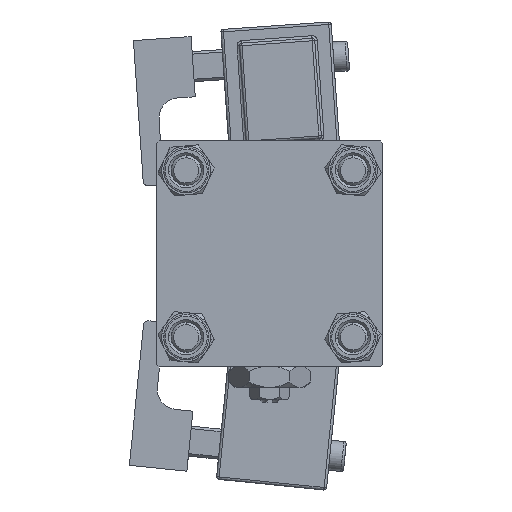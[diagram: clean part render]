
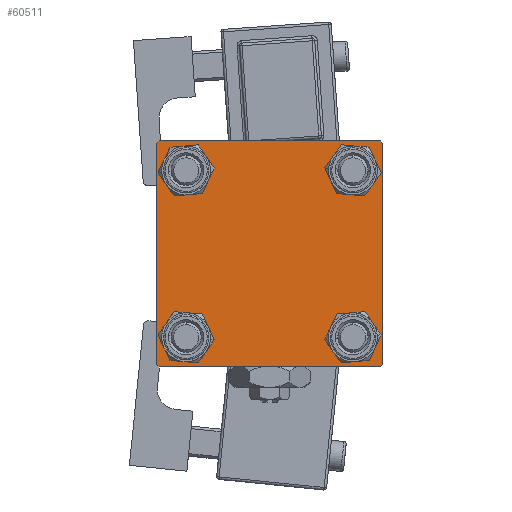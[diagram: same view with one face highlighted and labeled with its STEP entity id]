
A CAD part, left-side view. The second image highlights one B-rep face of the part: STEP entity #60511.
In plain terms, the highlighted planar face has unit normal (-1, 0, 0).
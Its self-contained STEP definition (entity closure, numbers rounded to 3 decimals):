
#1231 = CARTESIAN_POINT ( 'NONE',  ( 0., 16.6, -16.6 ) ) ;
#1444 = FACE_OUTER_BOUND ( 'NONE', #3460, .T. ) ;
#1652 = LINE ( 'NONE', #15930, #26375 ) ;
#1935 = CARTESIAN_POINT ( 'NONE',  ( 0., -16.6, 20.1 ) ) ;
#2036 = CARTESIAN_POINT ( 'NONE',  ( 0., -16.6, -13.1 ) ) ;
#2214 = CARTESIAN_POINT ( 'NONE',  ( 0., 22.5, -22.5 ) ) ;
#2329 = VERTEX_POINT ( 'NONE', #11518 ) ;
#2779 = VECTOR ( 'NONE', #45074, 1000. ) ;
#3128 = CARTESIAN_POINT ( 'NONE',  ( 0., 22.25, -22.25 ) ) ;
#3460 = EDGE_LOOP ( 'NONE', ( #42260, #15792, #9319, #51859, #13608, #6058, #33296, #23414 ) ) ;
#3683 = AXIS2_PLACEMENT_3D ( 'NONE', #33207, #28434, #52882 ) ;
#3761 = EDGE_CURVE ( 'NONE', #27485, #50935, #36404, .T. ) ;
#4036 = CARTESIAN_POINT ( 'NONE',  ( 0., 22.5, 22.5 ) ) ;
#4721 = CARTESIAN_POINT ( 'NONE',  ( 0., -22.25, 22.25 ) ) ;
#5074 = CIRCLE ( 'NONE', #25356, 3.5 ) ;
#6058 = ORIENTED_EDGE ( 'NONE', *, *, #55863, .T. ) ;
#6442 = ORIENTED_EDGE ( 'NONE', *, *, #41804, .T. ) ;
#7239 = CARTESIAN_POINT ( 'NONE',  ( 0., -16.6, -16.6 ) ) ;
#7674 = CIRCLE ( 'NONE', #40106, 3.5 ) ;
#7717 = EDGE_CURVE ( 'NONE', #9132, #59685, #44667, .T. ) ;
#7726 = CIRCLE ( 'NONE', #3683, 3.5 ) ;
#8871 = DIRECTION ( 'NONE',  ( 0., 0.707, 0.707 ) ) ;
#9132 = VERTEX_POINT ( 'NONE', #2036 ) ;
#9319 = ORIENTED_EDGE ( 'NONE', *, *, #46615, .T. ) ;
#9465 = DIRECTION ( 'NONE',  ( 0., 0., 1. ) ) ;
#10109 = CARTESIAN_POINT ( 'NONE',  ( 0., 16.6, -20.1 ) ) ;
#10285 = CIRCLE ( 'NONE', #54942, 3.5 ) ;
#10539 = DIRECTION ( 'NONE',  ( 0., -1., 0. ) ) ;
#10789 = EDGE_CURVE ( 'NONE', #17363, #34978, #5074, .T. ) ;
#10947 = ORIENTED_EDGE ( 'NONE', *, *, #38660, .T. ) ;
#10984 = DIRECTION ( 'NONE',  ( 0., 0.707, -0.707 ) ) ;
#11444 = EDGE_CURVE ( 'NONE', #27560, #14472, #18429, .T. ) ;
#11518 = CARTESIAN_POINT ( 'NONE',  ( 0., 16.6, 20.1 ) ) ;
#11598 = FACE_BOUND ( 'NONE', #11606, .T. ) ;
#11606 = EDGE_LOOP ( 'NONE', ( #49598, #41706 ) ) ;
#11623 = LINE ( 'NONE', #16687, #36195 ) ;
#11741 = LINE ( 'NONE', #2214, #2779 ) ;
#11870 = CARTESIAN_POINT ( 'NONE',  ( 0., -22.25, -22.25 ) ) ;
#12639 = VECTOR ( 'NONE', #37695, 1000. ) ;
#13608 = ORIENTED_EDGE ( 'NONE', *, *, #11444, .F. ) ;
#13650 = VERTEX_POINT ( 'NONE', #56880 ) ;
#14472 = VERTEX_POINT ( 'NONE', #33903 ) ;
#15792 = ORIENTED_EDGE ( 'NONE', *, *, #22460, .T. ) ;
#15930 = CARTESIAN_POINT ( 'NONE',  ( 0., 22.5, 22.5 ) ) ;
#16687 = CARTESIAN_POINT ( 'NONE',  ( 0., 22.25, 22.25 ) ) ;
#16800 = VERTEX_POINT ( 'NONE', #50734 ) ;
#17244 = DIRECTION ( 'NONE',  ( 1., 0., 0. ) ) ;
#17251 = VECTOR ( 'NONE', #17825, 1000. ) ;
#17363 = VERTEX_POINT ( 'NONE', #1935 ) ;
#17825 = DIRECTION ( 'NONE',  ( 0., 0., -1. ) ) ;
#18083 = CARTESIAN_POINT ( 'NONE',  ( 0., -16.6, 13.1 ) ) ;
#18221 = VERTEX_POINT ( 'NONE', #24080 ) ;
#18429 = LINE ( 'NONE', #37790, #17251 ) ;
#20579 = DIRECTION ( 'NONE',  ( 1., 0., 0. ) ) ;
#21001 = DIRECTION ( 'NONE',  ( 0., 0., 1. ) ) ;
#21095 = FACE_BOUND ( 'NONE', #27000, .T. ) ;
#22460 = EDGE_CURVE ( 'NONE', #16800, #23400, #61823, .T. ) ;
#23016 = AXIS2_PLACEMENT_3D ( 'NONE', #7239, #51035, #46898 ) ;
#23400 = VERTEX_POINT ( 'NONE', #46611 ) ;
#23414 = ORIENTED_EDGE ( 'NONE', *, *, #40945, .T. ) ;
#23756 = DIRECTION ( 'NONE',  ( 1., 0., 0. ) ) ;
#24080 = CARTESIAN_POINT ( 'NONE',  ( 0., -22., 22.5 ) ) ;
#25216 = AXIS2_PLACEMENT_3D ( 'NONE', #1231, #20579, #49465 ) ;
#25356 = AXIS2_PLACEMENT_3D ( 'NONE', #25939, #44996, #34825 ) ;
#25559 = FACE_BOUND ( 'NONE', #34065, .T. ) ;
#25939 = CARTESIAN_POINT ( 'NONE',  ( 0., -16.6, 16.6 ) ) ;
#26322 = CARTESIAN_POINT ( 'NONE',  ( 0., 22.5, 22. ) ) ;
#26375 = VECTOR ( 'NONE', #10539, 1000. ) ;
#27000 = EDGE_LOOP ( 'NONE', ( #34051, #6442 ) ) ;
#27485 = VERTEX_POINT ( 'NONE', #10109 ) ;
#27537 = CARTESIAN_POINT ( 'NONE',  ( 0., 16.6, 13.1 ) ) ;
#27560 = VERTEX_POINT ( 'NONE', #35815 ) ;
#28434 = DIRECTION ( 'NONE',  ( 1., 0., 0. ) ) ;
#29079 = DIRECTION ( 'NONE',  ( 0., 0., -1. ) ) ;
#30953 = DIRECTION ( 'NONE',  ( -1., 0., 0. ) ) ;
#31092 = CARTESIAN_POINT ( 'NONE',  ( 0., -16.6, -20.1 ) ) ;
#32151 = CARTESIAN_POINT ( 'NONE',  ( 0., -16.6, 16.6 ) ) ;
#32183 = CARTESIAN_POINT ( 'NONE',  ( 0., 16.6, 16.6 ) ) ;
#33207 = CARTESIAN_POINT ( 'NONE',  ( 0., 16.6, 16.6 ) ) ;
#33241 = VECTOR ( 'NONE', #36909, 1000. ) ;
#33296 = ORIENTED_EDGE ( 'NONE', *, *, #53346, .F. ) ;
#33903 = CARTESIAN_POINT ( 'NONE',  ( 0., -22.5, -22. ) ) ;
#34051 = ORIENTED_EDGE ( 'NONE', *, *, #7717, .T. ) ;
#34065 = EDGE_LOOP ( 'NONE', ( #62098, #52864 ) ) ;
#34825 = DIRECTION ( 'NONE',  ( 0., 0., 1. ) ) ;
#34978 = VERTEX_POINT ( 'NONE', #18083 ) ;
#35164 = CIRCLE ( 'NONE', #23016, 3.5 ) ;
#35438 = VERTEX_POINT ( 'NONE', #27537 ) ;
#35815 = CARTESIAN_POINT ( 'NONE',  ( 0., -22.5, 22. ) ) ;
#36195 = VECTOR ( 'NONE', #10984, 1000. ) ;
#36404 = CIRCLE ( 'NONE', #25216, 3.5 ) ;
#36623 = DIRECTION ( 'NONE',  ( 1., 0., 0. ) ) ;
#36858 = EDGE_CURVE ( 'NONE', #58771, #16800, #52287, .T. ) ;
#36909 = DIRECTION ( 'NONE',  ( 0., -0.707, 0.707 ) ) ;
#37695 = DIRECTION ( 'NONE',  ( 0., -0.707, -0.707 ) ) ;
#37790 = CARTESIAN_POINT ( 'NONE',  ( 0., -22.5, 22.5 ) ) ;
#38014 = EDGE_CURVE ( 'NONE', #34978, #17363, #7674, .T. ) ;
#38060 = CARTESIAN_POINT ( 'NONE',  ( 0., -22., -22.5 ) ) ;
#38660 = EDGE_CURVE ( 'NONE', #35438, #2329, #7726, .T. ) ;
#40106 = AXIS2_PLACEMENT_3D ( 'NONE', #32151, #17244, #46145 ) ;
#40945 = EDGE_CURVE ( 'NONE', #13650, #58771, #11623, .T. ) ;
#41706 = ORIENTED_EDGE ( 'NONE', *, *, #3761, .T. ) ;
#41804 = EDGE_CURVE ( 'NONE', #59685, #9132, #35164, .T. ) ;
#42260 = ORIENTED_EDGE ( 'NONE', *, *, #36858, .T. ) ;
#42672 = VECTOR ( 'NONE', #8871, 1000. ) ;
#43440 = EDGE_CURVE ( 'NONE', #55888, #14472, #46453, .T. ) ;
#44533 = EDGE_CURVE ( 'NONE', #50935, #27485, #58617, .T. ) ;
#44604 = CARTESIAN_POINT ( 'NONE',  ( 0., 0., 0. ) ) ;
#44667 = CIRCLE ( 'NONE', #48686, 3.5 ) ;
#44996 = DIRECTION ( 'NONE',  ( 1., 0., 0. ) ) ;
#45074 = DIRECTION ( 'NONE',  ( 0., -1., 0. ) ) ;
#45141 = CARTESIAN_POINT ( 'NONE',  ( 0., 16.6, -16.6 ) ) ;
#45450 = DIRECTION ( 'NONE',  ( 1., 0., 0. ) ) ;
#45548 = DIRECTION ( 'NONE',  ( 0., 0., 1. ) ) ;
#45672 = EDGE_LOOP ( 'NONE', ( #53592, #10947 ) ) ;
#46145 = DIRECTION ( 'NONE',  ( 0., 0., 1. ) ) ;
#46453 = LINE ( 'NONE', #11870, #33241 ) ;
#46611 = CARTESIAN_POINT ( 'NONE',  ( 0., 22., -22.5 ) ) ;
#46615 = EDGE_CURVE ( 'NONE', #23400, #55888, #11741, .T. ) ;
#46898 = DIRECTION ( 'NONE',  ( 0., 0., 1. ) ) ;
#47182 = VECTOR ( 'NONE', #29079, 1000. ) ;
#47283 = LINE ( 'NONE', #4721, #42672 ) ;
#48686 = AXIS2_PLACEMENT_3D ( 'NONE', #49146, #23756, #9465 ) ;
#49146 = CARTESIAN_POINT ( 'NONE',  ( 0., -16.6, -16.6 ) ) ;
#49465 = DIRECTION ( 'NONE',  ( 0., 0., 1. ) ) ;
#49598 = ORIENTED_EDGE ( 'NONE', *, *, #44533, .T. ) ;
#50525 = AXIS2_PLACEMENT_3D ( 'NONE', #45141, #45450, #21001 ) ;
#50734 = CARTESIAN_POINT ( 'NONE',  ( 0., 22.5, -22. ) ) ;
#50935 = VERTEX_POINT ( 'NONE', #62606 ) ;
#51035 = DIRECTION ( 'NONE',  ( 1., 0., 0. ) ) ;
#51859 = ORIENTED_EDGE ( 'NONE', *, *, #43440, .T. ) ;
#52287 = LINE ( 'NONE', #4036, #47182 ) ;
#52864 = ORIENTED_EDGE ( 'NONE', *, *, #38014, .T. ) ;
#52882 = DIRECTION ( 'NONE',  ( 0., 0., 1. ) ) ;
#53346 = EDGE_CURVE ( 'NONE', #13650, #18221, #1652, .T. ) ;
#53592 = ORIENTED_EDGE ( 'NONE', *, *, #60592, .T. ) ;
#54942 = AXIS2_PLACEMENT_3D ( 'NONE', #32183, #36623, #61394 ) ;
#55863 = EDGE_CURVE ( 'NONE', #27560, #18221, #47283, .T. ) ;
#55888 = VERTEX_POINT ( 'NONE', #38060 ) ;
#56880 = CARTESIAN_POINT ( 'NONE',  ( 0., 22., 22.5 ) ) ;
#56928 = AXIS2_PLACEMENT_3D ( 'NONE', #44604, #30953, #45548 ) ;
#58617 = CIRCLE ( 'NONE', #50525, 3.5 ) ;
#58771 = VERTEX_POINT ( 'NONE', #26322 ) ;
#59685 = VERTEX_POINT ( 'NONE', #31092 ) ;
#59824 = FACE_BOUND ( 'NONE', #45672, .T. ) ;
#60138 = PLANE ( 'NONE',  #56928 ) ;
#60511 = ADVANCED_FACE ( 'NONE', ( #25559, #21095, #11598, #59824, #1444 ), #60138, .T. ) ;
#60592 = EDGE_CURVE ( 'NONE', #2329, #35438, #10285, .T. ) ;
#61394 = DIRECTION ( 'NONE',  ( 0., 0., 1. ) ) ;
#61823 = LINE ( 'NONE', #3128, #12639 ) ;
#62098 = ORIENTED_EDGE ( 'NONE', *, *, #10789, .T. ) ;
#62606 = CARTESIAN_POINT ( 'NONE',  ( 0., 16.6, -13.1 ) ) ;
